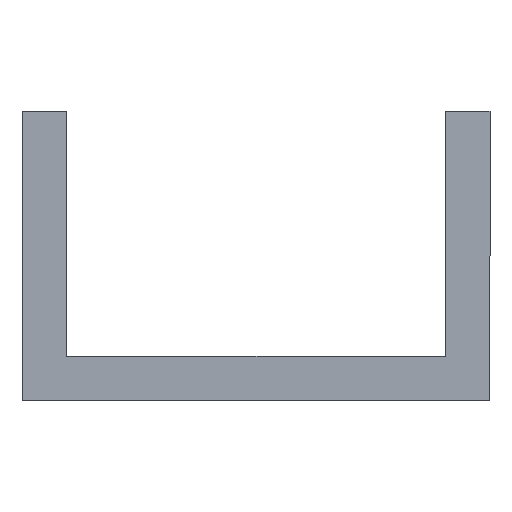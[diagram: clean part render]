
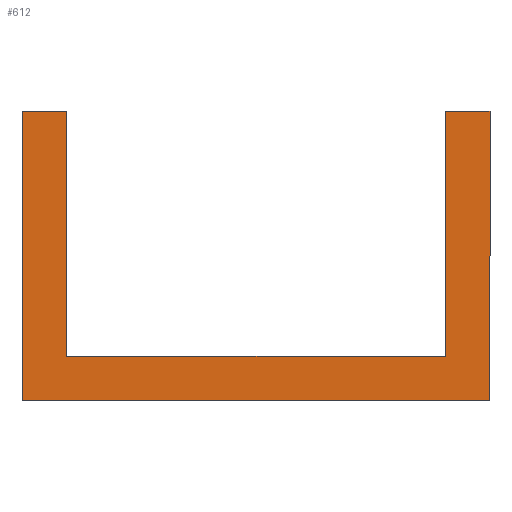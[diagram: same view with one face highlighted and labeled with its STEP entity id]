
A CAD part, front view. The second image highlights one B-rep face of the part: STEP entity #612.
In plain terms, the highlighted planar face has unit normal (0, -1, 0).
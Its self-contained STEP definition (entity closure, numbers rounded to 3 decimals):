
#9 = VERTEX_POINT ( 'NONE', #613 ) ;
#34 = CARTESIAN_POINT ( 'NONE',  ( 6.03, 0., -3.687 ) ) ;
#53 = VECTOR ( 'NONE', #152, 1000. ) ;
#57 = CARTESIAN_POINT ( 'NONE',  ( -3.47, 0., 1.813 ) ) ;
#59 = EDGE_CURVE ( 'NONE', #466, #384, #166, .T. ) ;
#72 = ORIENTED_EDGE ( 'NONE', *, *, #388, .F. ) ;
#76 = DIRECTION ( 'NONE',  ( 0., 0., 1. ) ) ;
#77 = VECTOR ( 'NONE', #467, 1000. ) ;
#83 = PLANE ( 'NONE',  #422 ) ;
#97 = DIRECTION ( 'NONE',  ( 0., 0., 1. ) ) ;
#100 = EDGE_CURVE ( 'NONE', #9, #466, #294, .T. ) ;
#117 = DIRECTION ( 'NONE',  ( -1., 0., 0. ) ) ;
#118 = VERTEX_POINT ( 'NONE', #189 ) ;
#119 = EDGE_CURVE ( 'NONE', #297, #278, #165, .T. ) ;
#124 = FACE_OUTER_BOUND ( 'NONE', #369, .T. ) ;
#128 = VERTEX_POINT ( 'NONE', #281 ) ;
#130 = CARTESIAN_POINT ( 'NONE',  ( 7.03, 0., -4.687 ) ) ;
#151 = CARTESIAN_POINT ( 'NONE',  ( 7.03, 0., -4.687 ) ) ;
#152 = DIRECTION ( 'NONE',  ( 0., 0., -1. ) ) ;
#158 = ORIENTED_EDGE ( 'NONE', *, *, #492, .T. ) ;
#165 = LINE ( 'NONE', #341, #350 ) ;
#166 = LINE ( 'NONE', #237, #407 ) ;
#169 = VECTOR ( 'NONE', #76, 1000. ) ;
#189 = CARTESIAN_POINT ( 'NONE',  ( -3.47, 0., 1.813 ) ) ;
#205 = LINE ( 'NONE', #310, #426 ) ;
#222 = DIRECTION ( 'NONE',  ( 0., -1., 0. ) ) ;
#223 = ORIENTED_EDGE ( 'NONE', *, *, #59, .F. ) ;
#226 = DIRECTION ( 'NONE',  ( 1., 0., 0. ) ) ;
#229 = DIRECTION ( 'NONE',  ( 1., 0., 0. ) ) ;
#237 = CARTESIAN_POINT ( 'NONE',  ( 6.03, 0., -4.687 ) ) ;
#247 = EDGE_CURVE ( 'NONE', #118, #297, #517, .T. ) ;
#261 = CARTESIAN_POINT ( 'NONE',  ( 6.03, 0., 1.813 ) ) ;
#265 = CARTESIAN_POINT ( 'NONE',  ( -2.47, 0., 1.813 ) ) ;
#278 = VERTEX_POINT ( 'NONE', #151 ) ;
#281 = CARTESIAN_POINT ( 'NONE',  ( 7.03, 0., 1.813 ) ) ;
#294 = LINE ( 'NONE', #573, #588 ) ;
#297 = VERTEX_POINT ( 'NONE', #366 ) ;
#310 = CARTESIAN_POINT ( 'NONE',  ( -2.47, 0., 1.813 ) ) ;
#317 = DIRECTION ( 'NONE',  ( 0., 0., -1. ) ) ;
#320 = ORIENTED_EDGE ( 'NONE', *, *, #119, .T. ) ;
#341 = CARTESIAN_POINT ( 'NONE',  ( -3.47, 0., -4.687 ) ) ;
#345 = LINE ( 'NONE', #265, #77 ) ;
#350 = VECTOR ( 'NONE', #229, 1000. ) ;
#360 = LINE ( 'NONE', #412, #432 ) ;
#366 = CARTESIAN_POINT ( 'NONE',  ( -3.47, 0., -4.687 ) ) ;
#369 = EDGE_LOOP ( 'NONE', ( #223, #429, #72, #158, #539, #320, #442, #390 ) ) ;
#384 = VERTEX_POINT ( 'NONE', #261 ) ;
#388 = EDGE_CURVE ( 'NONE', #511, #9, #205, .T. ) ;
#390 = ORIENTED_EDGE ( 'NONE', *, *, #413, .T. ) ;
#407 = VECTOR ( 'NONE', #97, 1000. ) ;
#412 = CARTESIAN_POINT ( 'NONE',  ( 7.03, 0., 1.813 ) ) ;
#413 = EDGE_CURVE ( 'NONE', #128, #384, #360, .T. ) ;
#422 = AXIS2_PLACEMENT_3D ( 'NONE', #622, #222, #566 ) ;
#426 = VECTOR ( 'NONE', #317, 1000. ) ;
#429 = ORIENTED_EDGE ( 'NONE', *, *, #100, .F. ) ;
#432 = VECTOR ( 'NONE', #117, 1000. ) ;
#442 = ORIENTED_EDGE ( 'NONE', *, *, #541, .T. ) ;
#466 = VERTEX_POINT ( 'NONE', #34 ) ;
#467 = DIRECTION ( 'NONE',  ( -1., 0., 0. ) ) ;
#488 = LINE ( 'NONE', #130, #169 ) ;
#492 = EDGE_CURVE ( 'NONE', #511, #118, #345, .T. ) ;
#507 = CARTESIAN_POINT ( 'NONE',  ( -2.47, 0., 1.813 ) ) ;
#511 = VERTEX_POINT ( 'NONE', #507 ) ;
#517 = LINE ( 'NONE', #57, #53 ) ;
#539 = ORIENTED_EDGE ( 'NONE', *, *, #247, .T. ) ;
#541 = EDGE_CURVE ( 'NONE', #278, #128, #488, .T. ) ;
#566 = DIRECTION ( 'NONE',  ( -1., 0., 0. ) ) ;
#573 = CARTESIAN_POINT ( 'NONE',  ( -3.47, 0., -3.687 ) ) ;
#588 = VECTOR ( 'NONE', #226, 1000. ) ;
#612 = ADVANCED_FACE ( 'NONE', ( #124 ), #83, .T. ) ;
#613 = CARTESIAN_POINT ( 'NONE',  ( -2.47, 0., -3.687 ) ) ;
#622 = CARTESIAN_POINT ( 'NONE',  ( 0., 0., 0. ) ) ;
